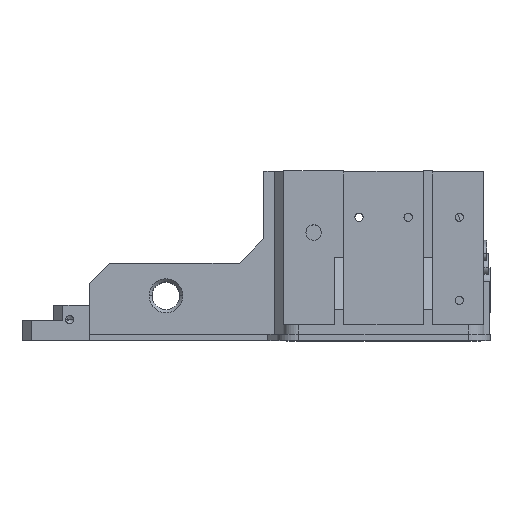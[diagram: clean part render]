
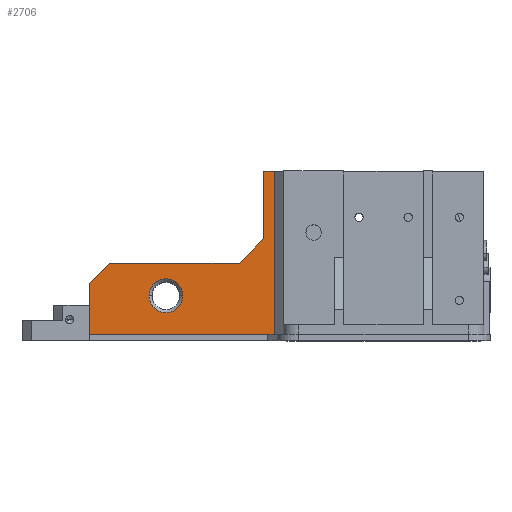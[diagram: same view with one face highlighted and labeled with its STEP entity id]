
A CAD part, top view. The second image highlights one B-rep face of the part: STEP entity #2706.
In plain terms, the highlighted face is planar.
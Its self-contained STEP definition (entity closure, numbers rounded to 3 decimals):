
#14 = CIRCLE ( 'NONE', #15081, 5.5 ) ;
#222 = VERTEX_POINT ( 'NONE', #12397 ) ;
#275 = EDGE_LOOP ( 'NONE', ( #13122, #13222, #14262, #14258, #4067, #8403, #5718, #942 ) ) ;
#277 = DIRECTION ( 'NONE',  ( 0., 0., -1. ) ) ;
#796 = CARTESIAN_POINT ( 'NONE',  ( 2.5, -46.584, -46. ) ) ;
#842 = VERTEX_POINT ( 'NONE', #14527 ) ;
#936 = EDGE_CURVE ( 'NONE', #3097, #9811, #10666, .T. ) ;
#942 = ORIENTED_EDGE ( 'NONE', *, *, #5184, .T. ) ;
#1098 = DIRECTION ( 'NONE',  ( 0., -1., 0. ) ) ;
#1147 = CARTESIAN_POINT ( 'NONE',  ( 0., -46.584, -96. ) ) ;
#1239 = EDGE_CURVE ( 'NONE', #8969, #842, #14, .T. ) ;
#1298 = VERTEX_POINT ( 'NONE', #1147 ) ;
#1474 = CARTESIAN_POINT ( 'NONE',  ( 8., -46.584, -46. ) ) ;
#1476 = LINE ( 'NONE', #8730, #5631 ) ;
#1685 = DIRECTION ( 'NONE',  ( 0., 1., 0. ) ) ;
#1924 = DIRECTION ( 'NONE',  ( 1., 0., 0. ) ) ;
#2376 = CARTESIAN_POINT ( 'NONE',  ( -6.5, -46.584, -102.5 ) ) ;
#2706 = ADVANCED_FACE ( 'NONE', ( #14423, #6706 ), #5232, .T. ) ;
#2855 = LINE ( 'NONE', #8851, #11040 ) ;
#2904 = CARTESIAN_POINT ( 'NONE',  ( 0., -46.584, -54. ) ) ;
#2922 = DIRECTION ( 'NONE',  ( 1., 0., 0. ) ) ;
#3028 = CARTESIAN_POINT ( 'NONE',  ( 0., -46.584, -54. ) ) ;
#3097 = VERTEX_POINT ( 'NONE', #1474 ) ;
#3558 = VECTOR ( 'NONE', #277, 1000. ) ;
#3790 = CARTESIAN_POINT ( 'NONE',  ( -23., -46.584, -42.5 ) ) ;
#3897 = VERTEX_POINT ( 'NONE', #14329 ) ;
#4067 = ORIENTED_EDGE ( 'NONE', *, *, #5000, .T. ) ;
#4121 = VECTOR ( 'NONE', #5192, 1000. ) ;
#4422 = VERTEX_POINT ( 'NONE', #3790 ) ;
#4577 = VERTEX_POINT ( 'NONE', #2376 ) ;
#4616 = DIRECTION ( 'NONE',  ( -1., 0., 0. ) ) ;
#4666 = CARTESIAN_POINT ( 'NONE',  ( 30., -46.584, -46. ) ) ;
#5000 = EDGE_CURVE ( 'NONE', #4577, #222, #14742, .T. ) ;
#5184 = EDGE_CURVE ( 'NONE', #3897, #7016, #6308, .T. ) ;
#5192 = DIRECTION ( 'NONE',  ( 0., 0., 1. ) ) ;
#5232 = PLANE ( 'NONE',  #7734 ) ;
#5242 = DIRECTION ( 'NONE',  ( 0., -1., 0. ) ) ;
#5342 = CARTESIAN_POINT ( 'NONE',  ( -23., -46.584, -49.627 ) ) ;
#5631 = VECTOR ( 'NONE', #2922, 1000. ) ;
#5718 = ORIENTED_EDGE ( 'NONE', *, *, #11074, .T. ) ;
#5836 = CARTESIAN_POINT ( 'NONE',  ( -10.5, -46.584, -77.75 ) ) ;
#5971 = EDGE_CURVE ( 'NONE', #842, #8969, #6776, .T. ) ;
#6134 = ORIENTED_EDGE ( 'NONE', *, *, #5971, .T. ) ;
#6308 = LINE ( 'NONE', #14644, #11267 ) ;
#6648 = DIRECTION ( 'NONE',  ( 0., 0., -1. ) ) ;
#6706 = FACE_BOUND ( 'NONE', #11138, .T. ) ;
#6776 = CIRCLE ( 'NONE', #13472, 5.5 ) ;
#6878 = CARTESIAN_POINT ( 'NONE',  ( 30., -46.584, -102.5 ) ) ;
#7016 = VERTEX_POINT ( 'NONE', #4666 ) ;
#7581 = CARTESIAN_POINT ( 'NONE',  ( 2.5, -46.584, 0.916 ) ) ;
#7688 = LINE ( 'NONE', #13152, #3558 ) ;
#7734 = AXIS2_PLACEMENT_3D ( 'NONE', #7581, #1685, #9835 ) ;
#8403 = ORIENTED_EDGE ( 'NONE', *, *, #13123, .T. ) ;
#8730 = CARTESIAN_POINT ( 'NONE',  ( 30., -46.584, -42.5 ) ) ;
#8804 = ORIENTED_EDGE ( 'NONE', *, *, #1239, .T. ) ;
#8851 = CARTESIAN_POINT ( 'NONE',  ( 49.708, -46.584, -46.292 ) ) ;
#8969 = VERTEX_POINT ( 'NONE', #9185 ) ;
#9185 = CARTESIAN_POINT ( 'NONE',  ( -10.5, -46.584, -83.25 ) ) ;
#9231 = DIRECTION ( 'NONE',  ( 0., 0., 1. ) ) ;
#9590 = VECTOR ( 'NONE', #1924, 1000. ) ;
#9799 = LINE ( 'NONE', #796, #9590 ) ;
#9811 = VERTEX_POINT ( 'NONE', #2904 ) ;
#9835 = DIRECTION ( 'NONE',  ( 0., 0., 1. ) ) ;
#10666 = LINE ( 'NONE', #3028, #13209 ) ;
#10968 = DIRECTION ( 'NONE',  ( -0.707, 0., -0.707 ) ) ;
#11040 = VECTOR ( 'NONE', #11137, 1000. ) ;
#11074 = EDGE_CURVE ( 'NONE', #4422, #3897, #1476, .T. ) ;
#11122 = VECTOR ( 'NONE', #4616, 1000. ) ;
#11137 = DIRECTION ( 'NONE',  ( -0.707, 0., -0.707 ) ) ;
#11138 = EDGE_LOOP ( 'NONE', ( #6134, #8804 ) ) ;
#11149 = DIRECTION ( 'NONE',  ( 0., 0., 1. ) ) ;
#11267 = VECTOR ( 'NONE', #6648, 1000. ) ;
#12397 = CARTESIAN_POINT ( 'NONE',  ( -23., -46.584, -102.5 ) ) ;
#12807 = EDGE_CURVE ( 'NONE', #3097, #7016, #9799, .T. ) ;
#13105 = EDGE_CURVE ( 'NONE', #1298, #4577, #2855, .T. ) ;
#13122 = ORIENTED_EDGE ( 'NONE', *, *, #12807, .F. ) ;
#13123 = EDGE_CURVE ( 'NONE', #222, #4422, #13991, .T. ) ;
#13152 = CARTESIAN_POINT ( 'NONE',  ( 0., -46.584, -61.5 ) ) ;
#13209 = VECTOR ( 'NONE', #10968, 1000. ) ;
#13222 = ORIENTED_EDGE ( 'NONE', *, *, #936, .T. ) ;
#13449 = CARTESIAN_POINT ( 'NONE',  ( -10.5, -46.584, -77.75 ) ) ;
#13472 = AXIS2_PLACEMENT_3D ( 'NONE', #13449, #5242, #11149 ) ;
#13991 = LINE ( 'NONE', #5342, #4121 ) ;
#14258 = ORIENTED_EDGE ( 'NONE', *, *, #13105, .T. ) ;
#14262 = ORIENTED_EDGE ( 'NONE', *, *, #14293, .T. ) ;
#14293 = EDGE_CURVE ( 'NONE', #9811, #1298, #7688, .T. ) ;
#14329 = CARTESIAN_POINT ( 'NONE',  ( 30., -46.584, -42.5 ) ) ;
#14423 = FACE_OUTER_BOUND ( 'NONE', #275, .T. ) ;
#14527 = CARTESIAN_POINT ( 'NONE',  ( -10.5, -46.584, -72.25 ) ) ;
#14644 = CARTESIAN_POINT ( 'NONE',  ( 30., -46.584, -58.5 ) ) ;
#14742 = LINE ( 'NONE', #6878, #11122 ) ;
#15081 = AXIS2_PLACEMENT_3D ( 'NONE', #5836, #1098, #9231 ) ;
